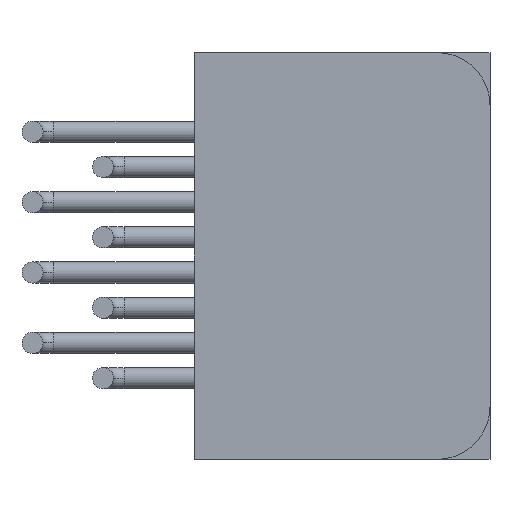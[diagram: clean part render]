
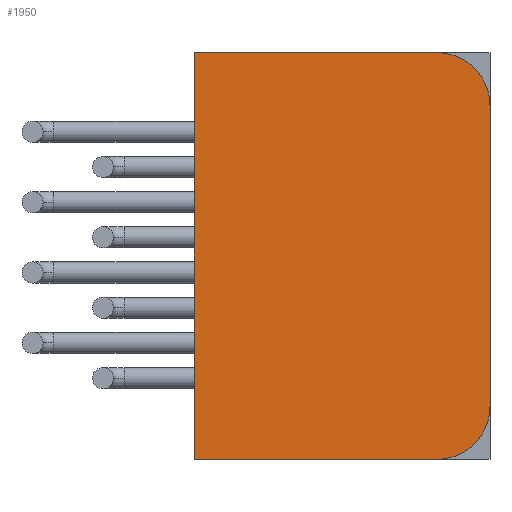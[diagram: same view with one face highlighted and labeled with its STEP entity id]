
A CAD part, front view. The second image highlights one B-rep face of the part: STEP entity #1950.
In plain terms, the highlighted planar face has unit normal (0, -1, 0).
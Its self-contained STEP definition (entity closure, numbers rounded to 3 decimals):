
#149 = EDGE_CURVE ( 'NONE', #5311, #7558, #8492, .T. ) ;
#204 = LINE ( 'NONE', #7431, #5241 ) ;
#234 = ORIENTED_EDGE ( 'NONE', *, *, #4413, .F. ) ;
#509 = DIRECTION ( 'NONE',  ( 0., 0., 1. ) ) ;
#541 = DIRECTION ( 'NONE',  ( 0., 0., -1. ) ) ;
#645 = AXIS2_PLACEMENT_3D ( 'NONE', #8481, #9245, #4758 ) ;
#1122 = EDGE_CURVE ( 'NONE', #3176, #7981, #6704, .T. ) ;
#1136 = CARTESIAN_POINT ( 'NONE',  ( 6.9, 0., 0. ) ) ;
#1329 = EDGE_CURVE ( 'NONE', #3272, #1645, #1622, .T. ) ;
#1592 = AXIS2_PLACEMENT_3D ( 'NONE', #9141, #5288, #4529 ) ;
#1622 = LINE ( 'NONE', #6967, #5845 ) ;
#1645 = VERTEX_POINT ( 'NONE', #9628 ) ;
#1700 = DIRECTION ( 'NONE',  ( 1., 0., 0. ) ) ;
#1950 = ADVANCED_FACE ( 'NONE', ( #2771 ), #4917, .F. ) ;
#1965 = CARTESIAN_POINT ( 'NONE',  ( 0., 0., 0. ) ) ;
#2277 = EDGE_LOOP ( 'NONE', ( #8545, #234, #3767, #7533, #5961, #6854 ) ) ;
#2366 = CARTESIAN_POINT ( 'NONE',  ( 0., 0., 0. ) ) ;
#2739 = DIRECTION ( 'NONE',  ( 0., 1., 0. ) ) ;
#2771 = FACE_OUTER_BOUND ( 'NONE', #2277, .T. ) ;
#2877 = DIRECTION ( 'NONE',  ( 0., 0., -1. ) ) ;
#2972 = VECTOR ( 'NONE', #9717, 1000. ) ;
#3176 = VERTEX_POINT ( 'NONE', #6654 ) ;
#3272 = VERTEX_POINT ( 'NONE', #5161 ) ;
#3537 = CARTESIAN_POINT ( 'NONE',  ( 8.4, 0., 11.56 ) ) ;
#3613 = CIRCLE ( 'NONE', #1592, 1.5 ) ;
#3767 = ORIENTED_EDGE ( 'NONE', *, *, #1122, .F. ) ;
#4413 = EDGE_CURVE ( 'NONE', #7981, #7558, #7732, .T. ) ;
#4441 = AXIS2_PLACEMENT_3D ( 'NONE', #7221, #2739, #509 ) ;
#4529 = DIRECTION ( 'NONE',  ( 0., 0., 1. ) ) ;
#4720 = VECTOR ( 'NONE', #541, 1000. ) ;
#4758 = DIRECTION ( 'NONE',  ( 0., 0., -1. ) ) ;
#4917 = PLANE ( 'NONE',  #4441 ) ;
#5161 = CARTESIAN_POINT ( 'NONE',  ( 0., 0., 11.56 ) ) ;
#5241 = VECTOR ( 'NONE', #2877, 1000. ) ;
#5288 = DIRECTION ( 'NONE',  ( 0., 1., 0. ) ) ;
#5311 = VERTEX_POINT ( 'NONE', #1965 ) ;
#5495 = CARTESIAN_POINT ( 'NONE',  ( 8.4, 0., 1.5 ) ) ;
#5550 = EDGE_CURVE ( 'NONE', #1645, #3176, #3613, .T. ) ;
#5782 = EDGE_CURVE ( 'NONE', #3272, #5311, #204, .T. ) ;
#5845 = VECTOR ( 'NONE', #1700, 1000. ) ;
#5961 = ORIENTED_EDGE ( 'NONE', *, *, #1329, .F. ) ;
#6654 = CARTESIAN_POINT ( 'NONE',  ( 8.4, 0., 10.06 ) ) ;
#6704 = LINE ( 'NONE', #3537, #4720 ) ;
#6854 = ORIENTED_EDGE ( 'NONE', *, *, #5782, .T. ) ;
#6967 = CARTESIAN_POINT ( 'NONE',  ( 0., 0., 11.56 ) ) ;
#7221 = CARTESIAN_POINT ( 'NONE',  ( 0., 0., 11.56 ) ) ;
#7431 = CARTESIAN_POINT ( 'NONE',  ( 0., 0., 11.56 ) ) ;
#7533 = ORIENTED_EDGE ( 'NONE', *, *, #5550, .F. ) ;
#7558 = VERTEX_POINT ( 'NONE', #1136 ) ;
#7732 = CIRCLE ( 'NONE', #645, 1.5 ) ;
#7981 = VERTEX_POINT ( 'NONE', #5495 ) ;
#8481 = CARTESIAN_POINT ( 'NONE',  ( 6.9, 0., 1.5 ) ) ;
#8492 = LINE ( 'NONE', #2366, #2972 ) ;
#8545 = ORIENTED_EDGE ( 'NONE', *, *, #149, .T. ) ;
#9141 = CARTESIAN_POINT ( 'NONE',  ( 6.9, 0., 10.06 ) ) ;
#9245 = DIRECTION ( 'NONE',  ( 0., 1., 0. ) ) ;
#9628 = CARTESIAN_POINT ( 'NONE',  ( 6.9, 0., 11.56 ) ) ;
#9717 = DIRECTION ( 'NONE',  ( 1., 0., 0. ) ) ;
